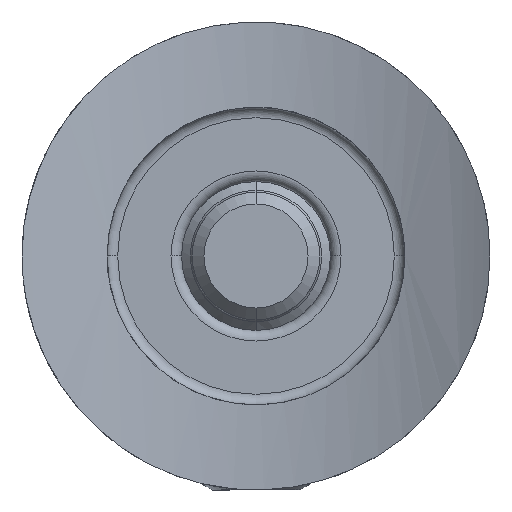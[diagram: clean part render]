
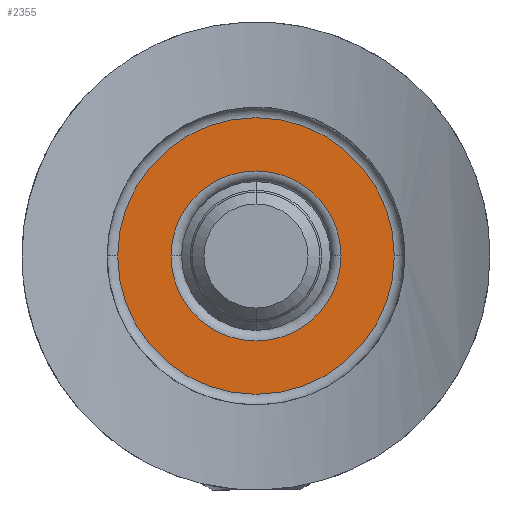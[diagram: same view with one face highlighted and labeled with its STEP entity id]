
A CAD part, front view. The second image highlights one B-rep face of the part: STEP entity #2355.
In plain terms, the highlighted face is planar.
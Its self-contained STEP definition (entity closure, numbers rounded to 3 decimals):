
#33 = ORIENTED_EDGE ( 'NONE', *, *, #847, .T. ) ;
#39 = VERTEX_POINT ( 'NONE', #83 ) ;
#55 = EDGE_CURVE ( 'NONE', #39, #2768, #628, .T. ) ;
#83 = CARTESIAN_POINT ( 'NONE',  ( 6.5, 0., 8. ) ) ;
#158 = DIRECTION ( 'NONE',  ( 0., 0., -1. ) ) ;
#367 = CARTESIAN_POINT ( 'NONE',  ( 0., 7., 8. ) ) ;
#386 = CARTESIAN_POINT ( 'NONE',  ( 0., 0., 8. ) ) ;
#397 = CIRCLE ( 'NONE', #2691, 4. ) ;
#491 = CARTESIAN_POINT ( 'NONE',  ( 4., 0., 8. ) ) ;
#628 = CIRCLE ( 'NONE', #1355, 6.5 ) ;
#727 = AXIS2_PLACEMENT_3D ( 'NONE', #1141, #2386, #3193 ) ;
#805 = CARTESIAN_POINT ( 'NONE',  ( 0., 0., 8. ) ) ;
#847 = EDGE_CURVE ( 'NONE', #2768, #39, #934, .T. ) ;
#863 = CARTESIAN_POINT ( 'NONE',  ( -4., 0., 8. ) ) ;
#934 = CIRCLE ( 'NONE', #727, 6.5 ) ;
#1049 = VERTEX_POINT ( 'NONE', #863 ) ;
#1115 = DIRECTION ( 'NONE',  ( -1., 0., 0. ) ) ;
#1141 = CARTESIAN_POINT ( 'NONE',  ( 0., 0., 8. ) ) ;
#1355 = AXIS2_PLACEMENT_3D ( 'NONE', #386, #1365, #1925 ) ;
#1365 = DIRECTION ( 'NONE',  ( 0., 0., 1. ) ) ;
#1376 = PLANE ( 'NONE',  #3244 ) ;
#1396 = DIRECTION ( 'NONE',  ( 0., 0., -1. ) ) ;
#1404 = CARTESIAN_POINT ( 'NONE',  ( 0., 0., 8. ) ) ;
#1615 = FACE_BOUND ( 'NONE', #2098, .T. ) ;
#1813 = ORIENTED_EDGE ( 'NONE', *, *, #3051, .T. ) ;
#1819 = AXIS2_PLACEMENT_3D ( 'NONE', #805, #158, #2164 ) ;
#1830 = VERTEX_POINT ( 'NONE', #491 ) ;
#1925 = DIRECTION ( 'NONE',  ( -1., 0., 0. ) ) ;
#2047 = ORIENTED_EDGE ( 'NONE', *, *, #55, .T. ) ;
#2098 = EDGE_LOOP ( 'NONE', ( #1813, #2248 ) ) ;
#2164 = DIRECTION ( 'NONE',  ( -1., 0., 0. ) ) ;
#2248 = ORIENTED_EDGE ( 'NONE', *, *, #3069, .T. ) ;
#2355 = ADVANCED_FACE ( 'NONE', ( #1615, #2379 ), #1376, .F. ) ;
#2379 = FACE_OUTER_BOUND ( 'NONE', #3009, .T. ) ;
#2386 = DIRECTION ( 'NONE',  ( 0., 0., 1. ) ) ;
#2532 = CIRCLE ( 'NONE', #1819, 4. ) ;
#2596 = DIRECTION ( 'NONE',  ( -1., 0., 0. ) ) ;
#2691 = AXIS2_PLACEMENT_3D ( 'NONE', #1404, #3097, #2596 ) ;
#2768 = VERTEX_POINT ( 'NONE', #2896 ) ;
#2896 = CARTESIAN_POINT ( 'NONE',  ( -6.5, 0., 8. ) ) ;
#3009 = EDGE_LOOP ( 'NONE', ( #33, #2047 ) ) ;
#3051 = EDGE_CURVE ( 'NONE', #1049, #1830, #2532, .T. ) ;
#3069 = EDGE_CURVE ( 'NONE', #1830, #1049, #397, .T. ) ;
#3097 = DIRECTION ( 'NONE',  ( 0., 0., -1. ) ) ;
#3193 = DIRECTION ( 'NONE',  ( -1., 0., 0. ) ) ;
#3244 = AXIS2_PLACEMENT_3D ( 'NONE', #367, #1396, #1115 ) ;
